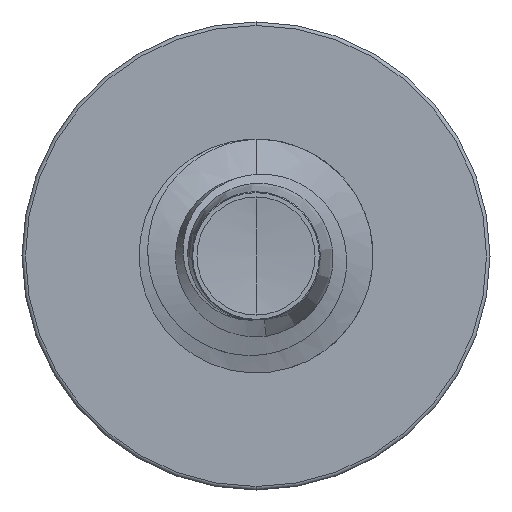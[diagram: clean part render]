
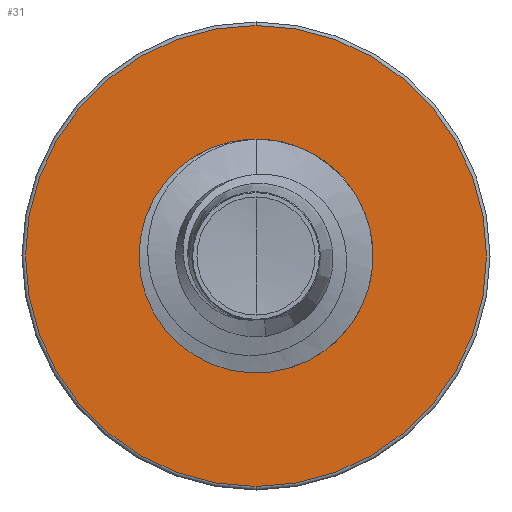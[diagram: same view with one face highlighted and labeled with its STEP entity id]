
A CAD part, front view. The second image highlights one B-rep face of the part: STEP entity #31.
In plain terms, the highlighted planar face has unit normal (0, -1, 0).
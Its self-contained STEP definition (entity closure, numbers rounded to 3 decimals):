
#31 = ADVANCED_FACE ( 'NONE', ( #1784, #9798 ), #8806, .F. ) ;
#291 = ORIENTED_EDGE ( 'NONE', *, *, #8277, .F. ) ;
#332 = CARTESIAN_POINT ( 'NONE',  ( 0., 3.5, 3.448 ) ) ;
#623 = EDGE_LOOP ( 'NONE', ( #651, #5640 ) ) ;
#651 = ORIENTED_EDGE ( 'NONE', *, *, #8423, .T. ) ;
#697 = CIRCLE ( 'NONE', #1621, 1.722 ) ;
#1595 = CARTESIAN_POINT ( 'NONE',  ( 0., 3.5, -3.447 ) ) ;
#1621 = AXIS2_PLACEMENT_3D ( 'NONE', #4960, #6494, #6484 ) ;
#1745 = AXIS2_PLACEMENT_3D ( 'NONE', #8023, #8017, #8012 ) ;
#1784 = FACE_OUTER_BOUND ( 'NONE', #4299, .T. ) ;
#1838 = AXIS2_PLACEMENT_3D ( 'NONE', #9449, #9443, #9437 ) ;
#1855 = AXIS2_PLACEMENT_3D ( 'NONE', #9485, #9476, #9467 ) ;
#2280 = VERTEX_POINT ( 'NONE', #1595 ) ;
#4299 = EDGE_LOOP ( 'NONE', ( #9293, #291 ) ) ;
#4673 = CIRCLE ( 'NONE', #1855, 1.722 ) ;
#4960 = CARTESIAN_POINT ( 'NONE',  ( 0., 3.5, 0. ) ) ;
#5640 = ORIENTED_EDGE ( 'NONE', *, *, #8174, .T. ) ;
#6200 = CARTESIAN_POINT ( 'NONE',  ( 0., 3.5, 1.722 ) ) ;
#6484 = DIRECTION ( 'NONE',  ( 0., 0., 1. ) ) ;
#6494 = DIRECTION ( 'NONE',  ( 0., 1., 0. ) ) ;
#6534 = CARTESIAN_POINT ( 'NONE',  ( 0., 3.5, -1.722 ) ) ;
#7734 = VERTEX_POINT ( 'NONE', #332 ) ;
#8005 = AXIS2_PLACEMENT_3D ( 'NONE', #9168, #9692, #9833 ) ;
#8012 = DIRECTION ( 'NONE',  ( 0., 0., 1. ) ) ;
#8017 = DIRECTION ( 'NONE',  ( 0., 1., 0. ) ) ;
#8023 = CARTESIAN_POINT ( 'NONE',  ( 0., 3.5, 0. ) ) ;
#8174 = EDGE_CURVE ( 'NONE', #10167, #8675, #4673, .T. ) ;
#8181 = EDGE_CURVE ( 'NONE', #7734, #2280, #8694, .T. ) ;
#8277 = EDGE_CURVE ( 'NONE', #2280, #7734, #8497, .T. ) ;
#8423 = EDGE_CURVE ( 'NONE', #8675, #10167, #697, .T. ) ;
#8497 = CIRCLE ( 'NONE', #1745, 3.447 ) ;
#8675 = VERTEX_POINT ( 'NONE', #6200 ) ;
#8694 = CIRCLE ( 'NONE', #1838, 3.447 ) ;
#8806 = PLANE ( 'NONE',  #8005 ) ;
#9168 = CARTESIAN_POINT ( 'NONE',  ( 0., 3.5, -1.722 ) ) ;
#9293 = ORIENTED_EDGE ( 'NONE', *, *, #8181, .F. ) ;
#9437 = DIRECTION ( 'NONE',  ( 0., 0., 1. ) ) ;
#9443 = DIRECTION ( 'NONE',  ( 0., 1., 0. ) ) ;
#9449 = CARTESIAN_POINT ( 'NONE',  ( 0., 3.5, 0. ) ) ;
#9467 = DIRECTION ( 'NONE',  ( 0., 0., 1. ) ) ;
#9476 = DIRECTION ( 'NONE',  ( 0., 1., 0. ) ) ;
#9485 = CARTESIAN_POINT ( 'NONE',  ( 0., 3.5, 0. ) ) ;
#9692 = DIRECTION ( 'NONE',  ( 0., 1., 0. ) ) ;
#9798 = FACE_BOUND ( 'NONE', #623, .T. ) ;
#9833 = DIRECTION ( 'NONE',  ( 0., 0., 1. ) ) ;
#10167 = VERTEX_POINT ( 'NONE', #6534 ) ;
